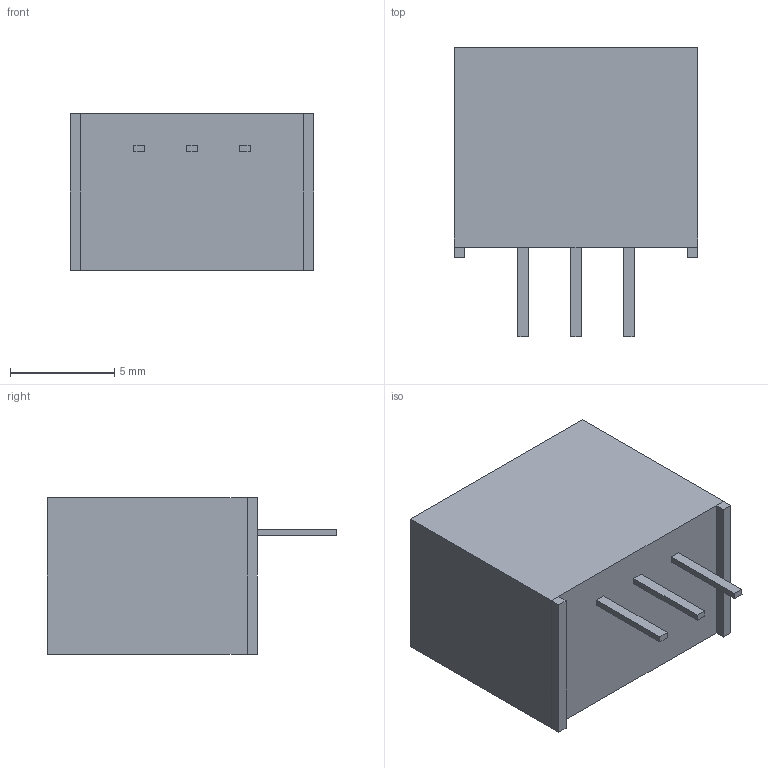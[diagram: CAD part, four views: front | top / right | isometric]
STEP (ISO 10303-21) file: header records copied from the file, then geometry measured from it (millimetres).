
FILE_DESCRIPTION(('FreeCAD Model'),'2;1');
FILE_NAME('Open CASCADE Shape Model','2022-01-27T16:18:53',('Author'),( ''),'Open CASCADE STEP processor 7.5','FreeCAD','Unknown');
FILE_SCHEMA(('AUTOMOTIVE_DESIGN { 1 0 10303 214 1 1 1 1 }'));
Length unit declared in the file: millimetre
Products named in the file (5): _8A05C; case; pin 1; pin 2; pin 3
Assembly tree (4 placements, depth 2):
  _8A05C
    case
    pin 1
    pin 2
    pin 3
Bounding box: 11.7 x 13.91 x 7.5 mm (x, y, z)
Volume: 848.1 mm3; surface area: 581.7 mm2
Topology: 4 solids, 4 shells, 34 faces, 70 edges, 44 vertices
Faces by surface type: plane 34
Entity records: 1899 total; most frequent: CARTESIAN_POINT 293, DIRECTION 288, LINE 210, VECTOR 210, ORIENTED_EDGE 140, PCURVE 140, DEFINITIONAL_REPRESENTATION 140, EDGE_CURVE 70
